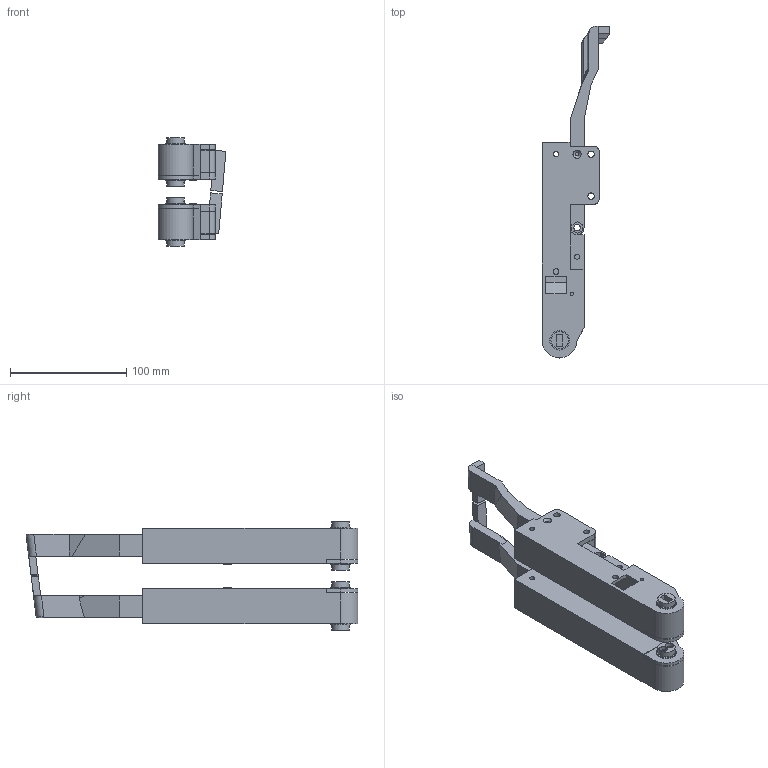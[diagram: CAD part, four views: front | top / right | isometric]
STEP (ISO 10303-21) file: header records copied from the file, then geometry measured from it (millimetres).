
FILE_DESCRIPTION(/* description */ (''),/* implementation_level */ '2;1');
FILE_NAME(/* name */ 'Arm v43.step',/* time_stamp */ '2021-02-03T08:55:14-05:00',/* author */ (''),/* organization */ (''),/* preprocessor_version */ 'ST-DEVELOPER v18.1',/* originating_system */ 'Autodesk Translation Framework v9.7.1.1290',/* authorisation */ '');
FILE_SCHEMA (('AUTOMOTIVE_DESIGN { 1 0 10303 214 3 1 1 }'));
Length unit declared in the file: millimetre
Products named in the file (7): Arm; Component2; Component3; Component1; Component1(Mirror); Component2(Mirror); Component3(Mirror)
Assembly tree (6 placements, depth 2):
  Arm
    Component2
    Component3
    Component1
    Component1(Mirror)
    Component2(Mirror)
    Component3(Mirror)
Bounding box: 58.24 x 285 x 92.8 mm (x, y, z)
Volume: 333088.2 mm3; surface area: 118880.4 mm2
Topology: 8 solids, 8 shells, 288 faces, 719 edges, 471 vertices
Faces by surface type: plane 208, cylinder 76, cone 4
Full cylindrical faces by diameter (mm): 2.8 x2, 3 x8, 4 x4, 4.5 x6, 5 x2, 5.5 x14, 7 x2, 12 x2, 14.8 x4, 16.8 x4
Entity records: 8869 total; most frequent: CARTESIAN_POINT 1491, DIRECTION 1484, ORIENTED_EDGE 1438, EDGE_CURVE 719, LINE 556, VECTOR 556, VERTEX_POINT 471, AXIS2_PLACEMENT_3D 464
